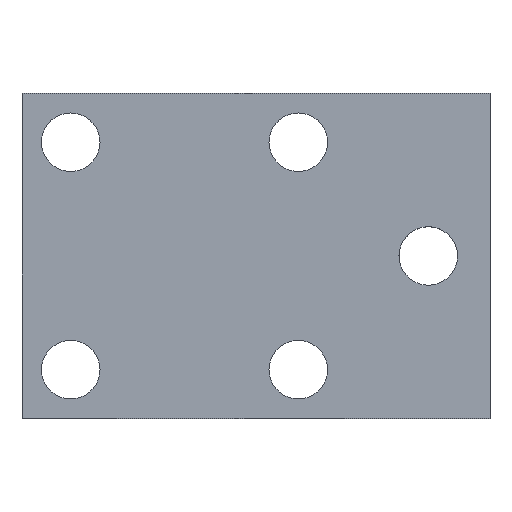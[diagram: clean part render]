
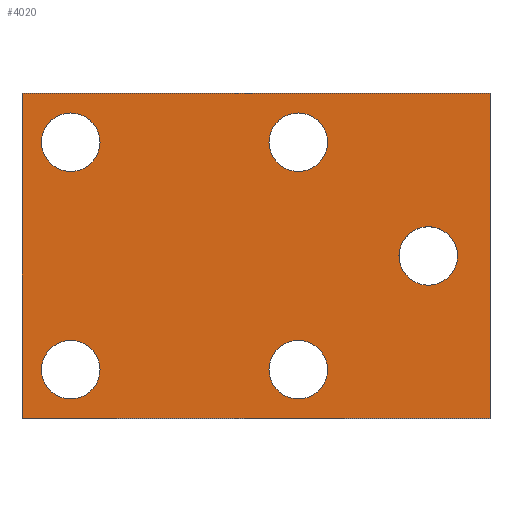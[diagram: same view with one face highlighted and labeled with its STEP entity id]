
A CAD part, top view. The second image highlights one B-rep face of the part: STEP entity #4020.
In plain terms, the highlighted planar face has unit normal (0, 0, 1).
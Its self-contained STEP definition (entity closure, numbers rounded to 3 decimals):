
#2880=CARTESIAN_POINT('',(0.,0.,10.));
#2890=DIRECTION('',(0.,0.,1.));
#2900=DIRECTION('',(1.,0.,0.));
#2910=AXIS2_PLACEMENT_3D('',#2880,#2890,#2900);
#2920=PLANE('',#2910);
#2930=CARTESIAN_POINT('',(7.5,7.5,10.));
#2940=DIRECTION('',(0.,0.,1.));
#2950=DIRECTION('',(1.,0.,0.));
#2960=AXIS2_PLACEMENT_3D('',#2930,#2940,#2950);
#2970=CIRCLE('',#2960,4.5);
#2980=CARTESIAN_POINT('',(12.,7.5,10.));
#2990=VERTEX_POINT('',#2980);
#3000=CARTESIAN_POINT('',(3.,7.5,10.));
#3010=VERTEX_POINT('',#3000);
#3020=EDGE_CURVE('',#2990,#3010,#2970,.T.);
#3030=ORIENTED_EDGE('',*,*,#3020,.F.);
#3040=EDGE_CURVE('',#3010,#2990,#2970,.T.);
#3050=ORIENTED_EDGE('',*,*,#3040,.F.);
#3060=EDGE_LOOP('',(#3050,#3030));
#3070=FACE_BOUND('',#3060,.T.);
#3080=CARTESIAN_POINT('',(0.,50.,10.));
#3090=DIRECTION('',(0.,-1.,0.));
#3100=VECTOR('',#3090,1.);
#3110=LINE('',#3080,#3100);
#3120=CARTESIAN_POINT('',(0.,50.,10.));
#3130=VERTEX_POINT('',#3120);
#3140=CARTESIAN_POINT('',(0.,0.,10.));
#3150=VERTEX_POINT('',#3140);
#3160=EDGE_CURVE('',#3130,#3150,#3110,.T.);
#3170=ORIENTED_EDGE('',*,*,#3160,.T.);
#3180=CARTESIAN_POINT('',(72.,50.,10.));
#3190=DIRECTION('',(-1.,0.,0.));
#3200=VECTOR('',#3190,1.);
#3210=LINE('',#3180,#3200);
#3220=CARTESIAN_POINT('',(72.,50.,10.));
#3230=VERTEX_POINT('',#3220);
#3240=EDGE_CURVE('',#3230,#3130,#3210,.T.);
#3250=ORIENTED_EDGE('',*,*,#3240,.T.);
#3260=CARTESIAN_POINT('',(72.,0.,10.));
#3270=DIRECTION('',(0.,1.,0.));
#3280=VECTOR('',#3270,1.);
#3290=LINE('',#3260,#3280);
#3300=CARTESIAN_POINT('',(72.,0.,10.));
#3310=VERTEX_POINT('',#3300);
#3320=EDGE_CURVE('',#3310,#3230,#3290,.T.);
#3330=ORIENTED_EDGE('',*,*,#3320,.T.);
#3340=CARTESIAN_POINT('',(0.,0.,10.));
#3350=DIRECTION('',(1.,0.,0.));
#3360=VECTOR('',#3350,1.);
#3370=LINE('',#3340,#3360);
#3380=EDGE_CURVE('',#3150,#3310,#3370,.T.);
#3390=ORIENTED_EDGE('',*,*,#3380,.T.);
#3400=EDGE_LOOP('',(#3390,#3330,#3250,#3170));
#3410=FACE_OUTER_BOUND('',#3400,.T.);
#3420=CARTESIAN_POINT('',(42.5,7.5,10.));
#3430=DIRECTION('',(0.,0.,1.));
#3440=DIRECTION('',(1.,0.,0.));
#3450=AXIS2_PLACEMENT_3D('',#3420,#3430,#3440);
#3460=CIRCLE('',#3450,4.5);
#3470=CARTESIAN_POINT('',(47.,7.5,10.));
#3480=VERTEX_POINT('',#3470);
#3490=CARTESIAN_POINT('',(38.,7.5,10.));
#3500=VERTEX_POINT('',#3490);
#3510=EDGE_CURVE('',#3480,#3500,#3460,.T.);
#3520=ORIENTED_EDGE('',*,*,#3510,.F.);
#3530=EDGE_CURVE('',#3500,#3480,#3460,.T.);
#3540=ORIENTED_EDGE('',*,*,#3530,.F.);
#3550=EDGE_LOOP('',(#3540,#3520));
#3560=FACE_BOUND('',#3550,.T.);
#3570=CARTESIAN_POINT('',(7.5,42.5,10.));
#3580=DIRECTION('',(0.,0.,1.));
#3590=DIRECTION('',(1.,0.,0.));
#3600=AXIS2_PLACEMENT_3D('',#3570,#3580,#3590);
#3610=CIRCLE('',#3600,4.5);
#3620=CARTESIAN_POINT('',(12.,42.5,10.));
#3630=VERTEX_POINT('',#3620);
#3640=CARTESIAN_POINT('',(3.,42.5,10.));
#3650=VERTEX_POINT('',#3640);
#3660=EDGE_CURVE('',#3630,#3650,#3610,.T.);
#3670=ORIENTED_EDGE('',*,*,#3660,.F.);
#3680=EDGE_CURVE('',#3650,#3630,#3610,.T.);
#3690=ORIENTED_EDGE('',*,*,#3680,.F.);
#3700=EDGE_LOOP('',(#3690,#3670));
#3710=FACE_BOUND('',#3700,.T.);
#3720=CARTESIAN_POINT('',(42.5,42.5,10.));
#3730=DIRECTION('',(0.,0.,1.));
#3740=DIRECTION('',(1.,0.,0.));
#3750=AXIS2_PLACEMENT_3D('',#3720,#3730,#3740);
#3760=CIRCLE('',#3750,4.5);
#3770=CARTESIAN_POINT('',(47.,42.5,10.));
#3780=VERTEX_POINT('',#3770);
#3790=CARTESIAN_POINT('',(38.,42.5,10.));
#3800=VERTEX_POINT('',#3790);
#3810=EDGE_CURVE('',#3780,#3800,#3760,.T.);
#3820=ORIENTED_EDGE('',*,*,#3810,.F.);
#3830=EDGE_CURVE('',#3800,#3780,#3760,.T.);
#3840=ORIENTED_EDGE('',*,*,#3830,.F.);
#3850=EDGE_LOOP('',(#3840,#3820));
#3860=FACE_BOUND('',#3850,.T.);
#3870=CARTESIAN_POINT('',(62.5,25.,10.));
#3880=DIRECTION('',(0.,0.,-1.));
#3890=DIRECTION('',(-1.,0.,0.));
#3900=AXIS2_PLACEMENT_3D('',#3870,#3880,#3890);
#3910=CIRCLE('',#3900,4.5);
#3920=CARTESIAN_POINT('',(58.,25.,10.));
#3930=VERTEX_POINT('',#3920);
#3940=CARTESIAN_POINT('',(67.,25.,10.));
#3950=VERTEX_POINT('',#3940);
#3960=EDGE_CURVE('',#3930,#3950,#3910,.T.);
#3970=ORIENTED_EDGE('',*,*,#3960,.T.);
#3980=EDGE_CURVE('',#3950,#3930,#3910,.T.);
#3990=ORIENTED_EDGE('',*,*,#3980,.T.);
#4000=EDGE_LOOP('',(#3990,#3970));
#4010=FACE_BOUND('',#4000,.T.);
#4020=ADVANCED_FACE('',(#3070,#3410,#3560,#3710,#3860,#4010),#2920,.T.);
